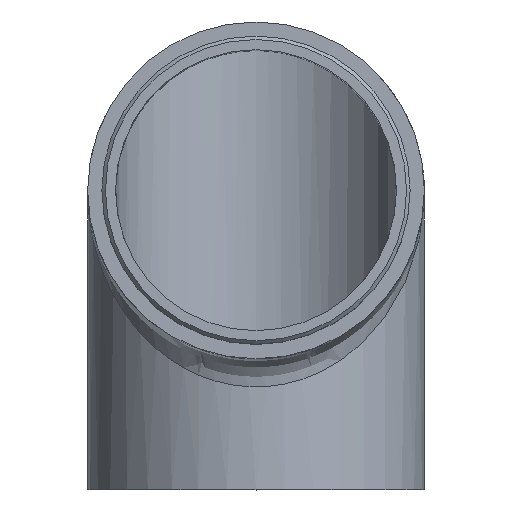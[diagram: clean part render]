
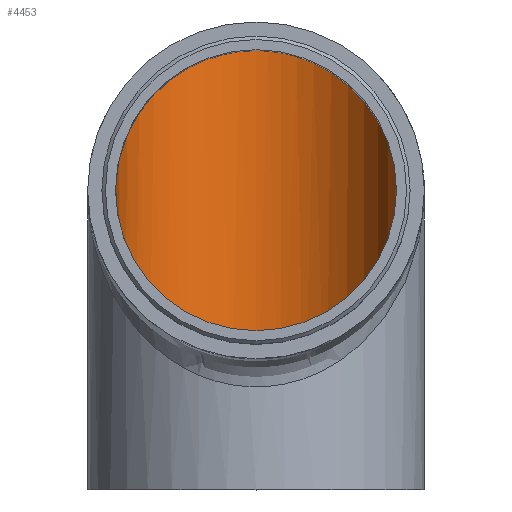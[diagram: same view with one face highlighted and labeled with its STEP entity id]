
A CAD part, top view. The second image highlights one B-rep face of the part: STEP entity #4453.
In plain terms, the highlighted cylindrical face has radius 20.15 mm (diameter 40.3 mm), a full revolution.
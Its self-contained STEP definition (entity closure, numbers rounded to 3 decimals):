
#472 = DIRECTION ( 'NONE',  ( 0., -1., 0. ) ) ;
#493 = CIRCLE ( 'NONE', #1211, 20.15 ) ;
#504 = CARTESIAN_POINT ( 'NONE',  ( 0., 3., 0. ) ) ;
#1211 = AXIS2_PLACEMENT_3D ( 'NONE', #504, #11599, #7912 ) ;
#2150 =( BOUNDED_CURVE ( )  B_SPLINE_CURVE ( 3, ( #10930, #5277, #3449, #11799, #8110, #11841, #9993 ),
 .UNSPECIFIED., .T., .T. ) 
 B_SPLINE_CURVE_WITH_KNOTS ( ( 4, 3, 4 ),
 ( 0., 3.142, 6.283 ),
 .UNSPECIFIED. ) 
 CURVE ( )  GEOMETRIC_REPRESENTATION_ITEM ( )  RATIONAL_B_SPLINE_CURVE ( ( 1., 0.333, 0.333, 1., 0.333, 0.333, 1. ) ) 
 REPRESENTATION_ITEM ( '' )  );
#2315 = AXIS2_PLACEMENT_3D ( 'NONE', #8784, #472, #4390 ) ;
#3154 = FACE_OUTER_BOUND ( 'NONE', #8310, .T. ) ;
#3449 = CARTESIAN_POINT ( 'NONE',  ( 40.3, 63., -20.15 ) ) ;
#3787 = ORIENTED_EDGE ( 'NONE', *, *, #6265, .T. ) ;
#4390 = DIRECTION ( 'NONE',  ( 0., 0., -1. ) ) ;
#4453 = ADVANCED_FACE ( 'NONE', ( #6092, #3154 ), #5193, .F. ) ;
#5193 = CYLINDRICAL_SURFACE ( 'NONE', #2315, 20.15 ) ;
#5277 = CARTESIAN_POINT ( 'NONE',  ( 40.3, 22.7, 20.15 ) ) ;
#6092 = FACE_OUTER_BOUND ( 'NONE', #10288, .T. ) ;
#6265 = EDGE_CURVE ( 'NONE', #11953, #11953, #2150, .T. ) ;
#6422 = CARTESIAN_POINT ( 'NONE',  ( 0., 3., -20.15 ) ) ;
#7748 = VERTEX_POINT ( 'NONE', #6422 ) ;
#7798 = EDGE_CURVE ( 'NONE', #7748, #7748, #493, .T. ) ;
#7912 = DIRECTION ( 'NONE',  ( 0., 0., -1. ) ) ;
#8110 = CARTESIAN_POINT ( 'NONE',  ( -40.3, 63., -20.15 ) ) ;
#8277 = CARTESIAN_POINT ( 'NONE',  ( 0., 22.7, 20.15 ) ) ;
#8310 = EDGE_LOOP ( 'NONE', ( #11770 ) ) ;
#8784 = CARTESIAN_POINT ( 'NONE',  ( 0., 111.157, 0. ) ) ;
#9993 = CARTESIAN_POINT ( 'NONE',  ( 0., 22.7, 20.15 ) ) ;
#10288 = EDGE_LOOP ( 'NONE', ( #3787 ) ) ;
#10930 = CARTESIAN_POINT ( 'NONE',  ( 0., 22.7, 20.15 ) ) ;
#11599 = DIRECTION ( 'NONE',  ( 0., -1., 0. ) ) ;
#11770 = ORIENTED_EDGE ( 'NONE', *, *, #7798, .T. ) ;
#11799 = CARTESIAN_POINT ( 'NONE',  ( 0., 63., -20.15 ) ) ;
#11841 = CARTESIAN_POINT ( 'NONE',  ( -40.3, 22.7, 20.15 ) ) ;
#11953 = VERTEX_POINT ( 'NONE', #8277 ) ;
